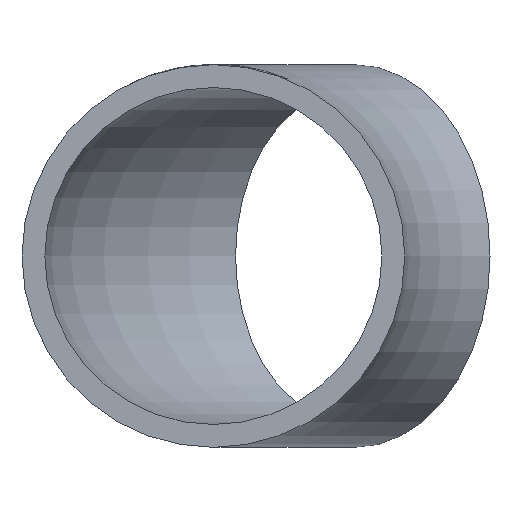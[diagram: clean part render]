
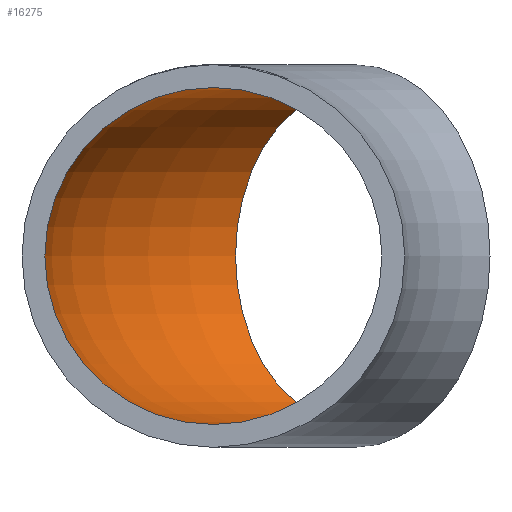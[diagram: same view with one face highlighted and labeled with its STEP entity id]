
A CAD part, front view. The second image highlights one B-rep face of the part: STEP entity #16275.
In plain terms, the highlighted toroidal (fillet/blend) face has major radius 76 mm and minor radius 26.55 mm.
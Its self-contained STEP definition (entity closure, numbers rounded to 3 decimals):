
#72 = DIRECTION ( 'NONE',  ( 0., 0., 1. ) ) ;
#4017 = CARTESIAN_POINT ( 'NONE',  ( -76., 0., 26.55 ) ) ;
#5092 = DIRECTION ( 'NONE',  ( 0., 1., 0. ) ) ;
#5371 = EDGE_CURVE ( 'NONE', #9472, #9472, #13654, .T. ) ;
#6197 = AXIS2_PLACEMENT_3D ( 'NONE', #6433, #7984, #11563 ) ;
#6433 = CARTESIAN_POINT ( 'NONE',  ( -53.74, 53.74, 0. ) ) ;
#7984 = DIRECTION ( 'NONE',  ( 0.707, 0.707, 0. ) ) ;
#8238 = FACE_OUTER_BOUND ( 'NONE', #9000, .T. ) ;
#8645 = CARTESIAN_POINT ( 'NONE',  ( -76., 0., 0. ) ) ;
#8676 = DIRECTION ( 'NONE',  ( 0., 0., -1. ) ) ;
#9000 = EDGE_LOOP ( 'NONE', ( #11968 ) ) ;
#9244 = CARTESIAN_POINT ( 'NONE',  ( -72.514, 72.514, 0. ) ) ;
#9408 = EDGE_LOOP ( 'NONE', ( #19566 ) ) ;
#9472 = VERTEX_POINT ( 'NONE', #9244 ) ;
#10110 = AXIS2_PLACEMENT_3D ( 'NONE', #20327, #8676, #15459 ) ;
#11563 = DIRECTION ( 'NONE',  ( -0.707, 0.707, 0. ) ) ;
#11968 = ORIENTED_EDGE ( 'NONE', *, *, #5371, .T. ) ;
#12627 = CIRCLE ( 'NONE', #18617, 26.55 ) ;
#13654 = CIRCLE ( 'NONE', #6197, 26.55 ) ;
#14472 = EDGE_CURVE ( 'NONE', #16251, #16251, #12627, .T. ) ;
#15459 = DIRECTION ( 'NONE',  ( -1., 0., 0. ) ) ;
#16251 = VERTEX_POINT ( 'NONE', #4017 ) ;
#16275 = ADVANCED_FACE ( 'NONE', ( #8238, #18767 ), #21797, .F. ) ;
#18617 = AXIS2_PLACEMENT_3D ( 'NONE', #8645, #5092, #72 ) ;
#18767 = FACE_OUTER_BOUND ( 'NONE', #9408, .T. ) ;
#19566 = ORIENTED_EDGE ( 'NONE', *, *, #14472, .F. ) ;
#20327 = CARTESIAN_POINT ( 'NONE',  ( 0., 0., 0. ) ) ;
#21797 = TOROIDAL_SURFACE ( 'NONE', #10110, 76., 26.55 ) ;
